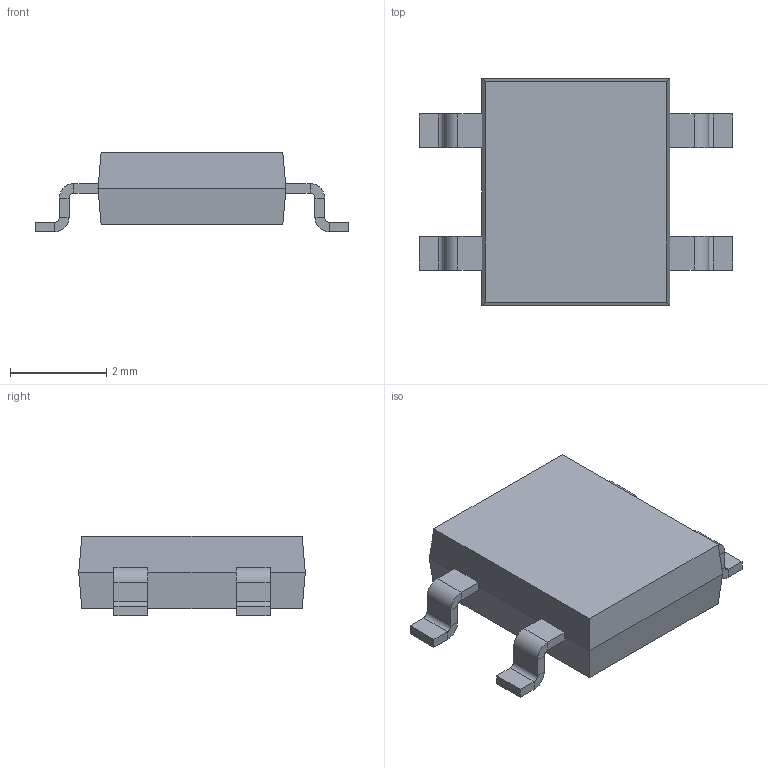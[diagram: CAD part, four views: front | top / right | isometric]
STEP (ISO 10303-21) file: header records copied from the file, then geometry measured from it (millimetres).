
FILE_DESCRIPTION(/* description */ (''),/* implementation_level */ '2;1');
FILE_NAME(/* name */ 'P21-Mini DilSlim_body.stp',/* time_stamp */ '2018-02-06T09:16:36+01:00',/* author */ (''),/* organization */ (''),/* preprocessor_version */ 'ST-DEVELOPER v14',/* originating_system */ 'SIEMENS PLM Software NX 8.0',/* authorisation */ '');
FILE_SCHEMA (('AUTOMOTIVE_DESIGN { 1 0 10303 214 3 1 1 1 }'));
Length unit declared in the file: millimetre
Products named in the file (1): P21-Mini DilSlim_body
Bounding box: 6.5 x 4.7 x 1.65 mm (x, y, z)
Volume: 27.7 mm3; surface area: 76.2 mm2
Topology: 1 solids, 9 shells, 128 faces, 262 edges, 152 vertices
Faces by surface type: plane 106, cylinder 22
Entity records: 3254 total; most frequent: DIRECTION 564, CARTESIAN_POINT 543, ORIENTED_EDGE 524, EDGE_CURVE 262, LINE 218, VECTOR 218, AXIS2_PLACEMENT_3D 173, VERTEX_POINT 152
